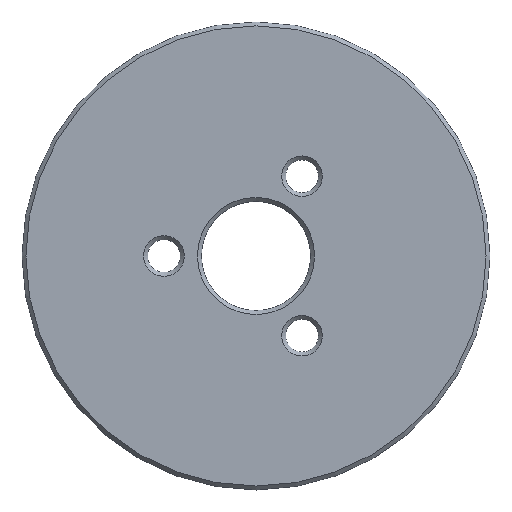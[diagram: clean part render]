
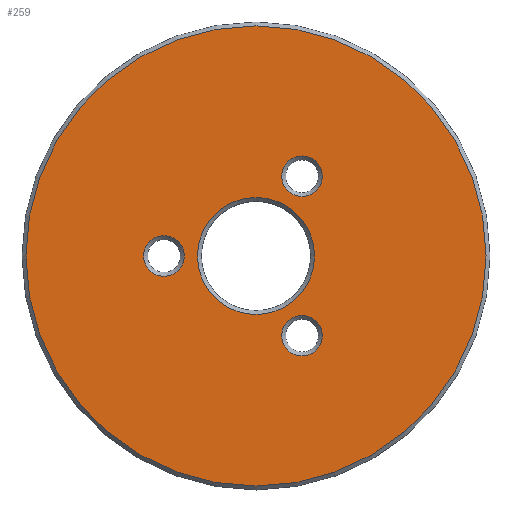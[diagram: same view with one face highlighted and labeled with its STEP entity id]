
A CAD part, top view. The second image highlights one B-rep face of the part: STEP entity #259.
In plain terms, the highlighted planar face has unit normal (0, 0, 1).
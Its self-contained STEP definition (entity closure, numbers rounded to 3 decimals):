
#15=FACE_BOUND('',#50,.T.);
#16=FACE_BOUND('',#51,.T.);
#17=FACE_BOUND('',#52,.T.);
#18=FACE_BOUND('',#53,.T.);
#23=PLANE('',#293);
#32=FACE_OUTER_BOUND('',#49,.T.);
#49=EDGE_LOOP('',(#185));
#50=EDGE_LOOP('',(#186));
#51=EDGE_LOOP('',(#187));
#52=EDGE_LOOP('',(#188));
#53=EDGE_LOOP('',(#189));
#102=CIRCLE('',#289,3.75);
#105=CIRCLE('',#294,14.75);
#106=CIRCLE('',#295,1.3);
#107=CIRCLE('',#296,1.3);
#108=CIRCLE('',#297,1.3);
#122=VERTEX_POINT('',#418);
#125=VERTEX_POINT('',#428);
#126=VERTEX_POINT('',#430);
#127=VERTEX_POINT('',#432);
#128=VERTEX_POINT('',#434);
#142=EDGE_CURVE('',#122,#122,#102,.T.);
#147=EDGE_CURVE('',#125,#125,#105,.T.);
#148=EDGE_CURVE('',#126,#126,#106,.T.);
#149=EDGE_CURVE('',#127,#127,#107,.T.);
#150=EDGE_CURVE('',#128,#128,#108,.T.);
#185=ORIENTED_EDGE('',*,*,#147,.F.);
#186=ORIENTED_EDGE('',*,*,#148,.F.);
#187=ORIENTED_EDGE('',*,*,#149,.F.);
#188=ORIENTED_EDGE('',*,*,#150,.F.);
#189=ORIENTED_EDGE('',*,*,#142,.F.);
#259=ADVANCED_FACE('',(#32,#15,#16,#17,#18),#23,.T.);
#289=AXIS2_PLACEMENT_3D('',#419,#329,#330);
#293=AXIS2_PLACEMENT_3D('',#427,#339,#340);
#294=AXIS2_PLACEMENT_3D('',#429,#341,#342);
#295=AXIS2_PLACEMENT_3D('',#431,#343,#344);
#296=AXIS2_PLACEMENT_3D('',#433,#345,#346);
#297=AXIS2_PLACEMENT_3D('',#435,#347,#348);
#329=DIRECTION('center_axis',(0.,0.,1.));
#330=DIRECTION('ref_axis',(1.,0.,0.));
#339=DIRECTION('center_axis',(0.,0.,1.));
#340=DIRECTION('ref_axis',(1.,0.,0.));
#341=DIRECTION('center_axis',(0.,0.,-1.));
#342=DIRECTION('ref_axis',(1.,0.,0.));
#343=DIRECTION('center_axis',(0.,0.,1.));
#344=DIRECTION('ref_axis',(1.,0.,0.));
#345=DIRECTION('center_axis',(0.,0.,1.));
#346=DIRECTION('ref_axis',(1.,0.,0.));
#347=DIRECTION('center_axis',(0.,0.,1.));
#348=DIRECTION('ref_axis',(1.,0.,0.));
#418=CARTESIAN_POINT('',(-3.75,0.,2.));
#419=CARTESIAN_POINT('Origin',(0.,0.,2.));
#427=CARTESIAN_POINT('Origin',(0.,0.,2.));
#428=CARTESIAN_POINT('',(-14.75,0.,2.));
#429=CARTESIAN_POINT('Origin',(0.,0.,2.));
#430=CARTESIAN_POINT('',(1.65,-5.11,2.));
#431=CARTESIAN_POINT('Origin',(2.95,-5.11,2.));
#432=CARTESIAN_POINT('',(1.65,5.11,2.));
#433=CARTESIAN_POINT('Origin',(2.95,5.11,2.));
#434=CARTESIAN_POINT('',(-7.2,0.,2.));
#435=CARTESIAN_POINT('Origin',(-5.9,0.,2.));
